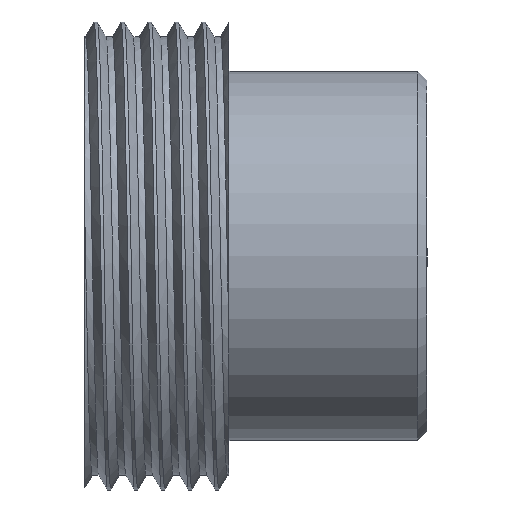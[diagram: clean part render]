
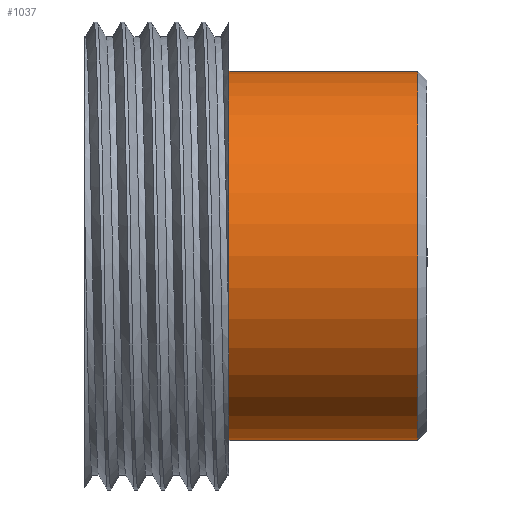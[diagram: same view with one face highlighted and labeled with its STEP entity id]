
A CAD part, front view. The second image highlights one B-rep face of the part: STEP entity #1037.
In plain terms, the highlighted cylindrical face has radius 10.25 mm (diameter 20.5 mm), a partial arc.
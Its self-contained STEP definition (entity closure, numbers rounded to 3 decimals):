
#117 = CARTESIAN_POINT ( 'NONE',  ( 0.5, 0., 0. ) ) ;
#246 = CARTESIAN_POINT ( 'NONE',  ( -36.703, 0., 0. ) ) ;
#369 = CARTESIAN_POINT ( 'NONE',  ( 11., 0., -10.25 ) ) ;
#379 = DIRECTION ( 'NONE',  ( -1., 0., 0. ) ) ;
#388 = ORIENTED_EDGE ( 'NONE', *, *, #2775, .F. ) ;
#396 = CIRCLE ( 'NONE', #3823, 10.25 ) ;
#668 = ORIENTED_EDGE ( 'NONE', *, *, #3698, .F. ) ;
#691 = CARTESIAN_POINT ( 'NONE',  ( -36.703, 0., -10.25 ) ) ;
#764 = AXIS2_PLACEMENT_3D ( 'NONE', #117, #3794, #2327 ) ;
#979 = LINE ( 'NONE', #4292, #2474 ) ;
#1000 = DIRECTION ( 'NONE',  ( -1., 0., 0. ) ) ;
#1037 = ADVANCED_FACE ( 'NONE', ( #3626 ), #2453, .T. ) ;
#1362 = AXIS2_PLACEMENT_3D ( 'NONE', #246, #3537, #4273 ) ;
#1407 = DIRECTION ( 'NONE',  ( 0., 0., -1. ) ) ;
#1427 = ORIENTED_EDGE ( 'NONE', *, *, #2411, .T. ) ;
#2040 = CARTESIAN_POINT ( 'NONE',  ( 0.5, 0., -10.25 ) ) ;
#2111 = EDGE_CURVE ( 'NONE', #4192, #3659, #979, .T. ) ;
#2327 = DIRECTION ( 'NONE',  ( 0., 0., 1. ) ) ;
#2379 = EDGE_LOOP ( 'NONE', ( #668, #1427, #2832, #388 ) ) ;
#2411 = EDGE_CURVE ( 'NONE', #3243, #4192, #396, .T. ) ;
#2453 = CYLINDRICAL_SURFACE ( 'NONE', #1362, 10.25 ) ;
#2474 = VECTOR ( 'NONE', #1000, 1000. ) ;
#2775 = EDGE_CURVE ( 'NONE', #2904, #3659, #4428, .T. ) ;
#2832 = ORIENTED_EDGE ( 'NONE', *, *, #2111, .T. ) ;
#2904 = VERTEX_POINT ( 'NONE', #2040 ) ;
#3243 = VERTEX_POINT ( 'NONE', #369 ) ;
#3509 = VECTOR ( 'NONE', #3996, 1000. ) ;
#3537 = DIRECTION ( 'NONE',  ( -1., 0., 0. ) ) ;
#3626 = FACE_OUTER_BOUND ( 'NONE', #2379, .T. ) ;
#3659 = VERTEX_POINT ( 'NONE', #3683 ) ;
#3683 = CARTESIAN_POINT ( 'NONE',  ( 0.5, 0., 10.25 ) ) ;
#3698 = EDGE_CURVE ( 'NONE', #3243, #2904, #3713, .T. ) ;
#3713 = LINE ( 'NONE', #691, #3509 ) ;
#3794 = DIRECTION ( 'NONE',  ( -1., 0., 0. ) ) ;
#3823 = AXIS2_PLACEMENT_3D ( 'NONE', #4043, #379, #1407 ) ;
#3996 = DIRECTION ( 'NONE',  ( -1., 0., 0. ) ) ;
#4039 = CARTESIAN_POINT ( 'NONE',  ( 11., 0., 10.25 ) ) ;
#4043 = CARTESIAN_POINT ( 'NONE',  ( 11., 0., 0. ) ) ;
#4192 = VERTEX_POINT ( 'NONE', #4039 ) ;
#4273 = DIRECTION ( 'NONE',  ( 0., 0., 1. ) ) ;
#4292 = CARTESIAN_POINT ( 'NONE',  ( -36.703, 0., 10.25 ) ) ;
#4428 = CIRCLE ( 'NONE', #764, 10.25 ) ;
